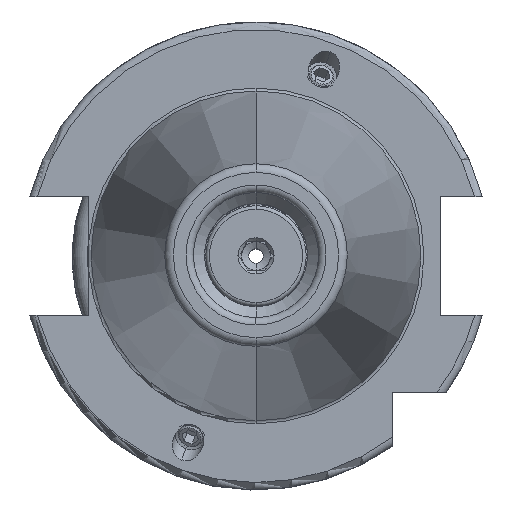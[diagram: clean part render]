
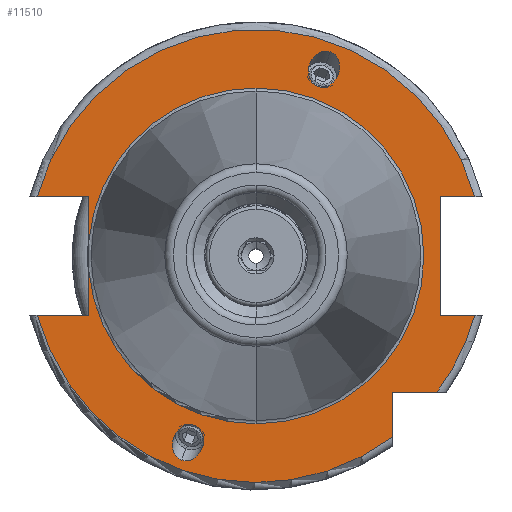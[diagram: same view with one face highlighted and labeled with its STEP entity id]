
A CAD part, top view. The second image highlights one B-rep face of the part: STEP entity #11510.
In plain terms, the highlighted planar face has unit normal (0, 0, 1).
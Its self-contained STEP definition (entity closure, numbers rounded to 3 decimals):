
#3343=CARTESIAN_POINT('',(0,0,15.9));
#3344=DIRECTION('',(0,0,-1));
#3345=DIRECTION('',(0,1,0));
#3346=AXIS2_PLACEMENT_3D('',#3343,#3344,#3345);
#3358=CARTESIAN_POINT('',(0,0,15.9));
#3359=DIRECTION('',(0,0,1));
#3360=DIRECTION('',(0,1,0));
#3361=AXIS2_PLACEMENT_3D('',#3358,#3359,#3360);
#3373=CARTESIAN_POINT('',(0,0,15.9));
#3374=DIRECTION('',(0,0,1));
#3375=DIRECTION('',(-0.996,-0.094,0));
#3376=AXIS2_PLACEMENT_3D('',#3373,#3374,#3375);
#3378=DIRECTION('',(1,0,0));
#3379=VECTOR('',#3378,7.004);
#3380=CARTESIAN_POINT('',(-29.704,-8.05,15.9));
#3381=LINE('',#3380,#3379);
#3382=DIRECTION('',(0,1,0));
#3383=VECTOR('',#3382,5.917);
#3384=CARTESIAN_POINT('',(-22.7,-8.05,15.9));
#3385=LINE('',#3384,#3383);
#3386=DIRECTION('',(0,1,0));
#3387=VECTOR('',#3386,5.917);
#3388=CARTESIAN_POINT('',(-22.7,2.133,15.9));
#3389=LINE('',#3388,#3387);
#3390=DIRECTION('',(1,0,0));
#3391=VECTOR('',#3390,7.004);
#3392=CARTESIAN_POINT('',(-29.704,8.05,15.9));
#3393=LINE('',#3392,#3391);
#3394=DIRECTION('',(-1,0,0));
#3395=VECTOR('',#3394,4.704);
#3396=CARTESIAN_POINT('',(29.704,8.05,15.9));
#3397=LINE('',#3396,#3395);
#3398=DIRECTION('',(0,-1,0));
#3399=VECTOR('',#3398,16.1);
#3400=CARTESIAN_POINT('',(25,8.05,15.9));
#3401=LINE('',#3400,#3399);
#3402=DIRECTION('',(-1,0,0));
#3403=VECTOR('',#3402,4.704);
#3404=CARTESIAN_POINT('',(29.704,-8.05,15.9));
#3405=LINE('',#3404,#3403);
#3406=CARTESIAN_POINT('',(0,0,15.9));
#3407=DIRECTION('',(0,0,1));
#3408=DIRECTION('',(0.799,-0.601,0));
#3409=AXIS2_PLACEMENT_3D('',#3406,#3407,#3408);
#3411=DIRECTION('',(-1,0,0));
#3412=VECTOR('',#3411,6.094);
#3413=CARTESIAN_POINT('',(24.594,-18.5,15.9));
#3414=LINE('',#3413,#3412);
#3415=DIRECTION('',(0,1,0));
#3416=VECTOR('',#3415,6.094);
#3417=CARTESIAN_POINT('',(18.5,-24.594,15.9));
#3418=LINE('',#3417,#3416);
#3419=CARTESIAN_POINT('',(10.09,27.723,15.9));
#3420=CARTESIAN_POINT('',(9.863,27.806,15.9));
#3421=CARTESIAN_POINT('',(9.337,27.884,15.9));
#3422=CARTESIAN_POINT('',(8.455,27.594,15.9));
#3423=CARTESIAN_POINT('',(7.834,27.033,15.9));
#3424=CARTESIAN_POINT('',(7.483,26.49,15.9));
#3425=CARTESIAN_POINT('',(7.298,26.077,15.9));
#3426=CARTESIAN_POINT('',(7.174,25.641,15.9));
#3427=CARTESIAN_POINT('',(7.094,25.,15.9));
#3428=CARTESIAN_POINT('',(7.208,24.17,15.9));
#3429=CARTESIAN_POINT('',(7.698,23.381,15.9));
#3430=CARTESIAN_POINT('',(8.152,23.103,15.9));
#3431=CARTESIAN_POINT('',(8.379,23.02,15.9));
#3433=CARTESIAN_POINT('',(8.379,23.02,15.9));
#3434=CARTESIAN_POINT('',(8.606,22.937,15.9));
#3435=CARTESIAN_POINT('',(9.133,22.859,15.9));
#3436=CARTESIAN_POINT('',(10.014,23.149,15.9));
#3437=CARTESIAN_POINT('',(10.635,23.711,15.9));
#3438=CARTESIAN_POINT('',(10.986,24.253,15.9));
#3439=CARTESIAN_POINT('',(11.171,24.667,15.9));
#3440=CARTESIAN_POINT('',(11.295,25.103,15.9));
#3441=CARTESIAN_POINT('',(11.375,25.744,15.9));
#3442=CARTESIAN_POINT('',(11.261,26.573,15.9));
#3443=CARTESIAN_POINT('',(10.771,27.362,15.9));
#3444=CARTESIAN_POINT('',(10.318,27.641,15.9));
#3445=CARTESIAN_POINT('',(10.09,27.723,15.9));
#3447=CARTESIAN_POINT('',(-10.09,-27.723,15.9));
#3448=CARTESIAN_POINT('',(-10.318,-27.641,15.9));
#3449=CARTESIAN_POINT('',(-10.771,-27.362,15.9));
#3450=CARTESIAN_POINT('',(-11.261,-26.573,15.9));
#3451=CARTESIAN_POINT('',(-11.375,-25.744,15.9));
#3452=CARTESIAN_POINT('',(-11.295,-25.103,15.9));
#3453=CARTESIAN_POINT('',(-11.171,-24.667,15.9));
#3454=CARTESIAN_POINT('',(-10.986,-24.253,15.9));
#3455=CARTESIAN_POINT('',(-10.635,-23.711,15.9));
#3456=CARTESIAN_POINT('',(-10.014,-23.149,15.9));
#3457=CARTESIAN_POINT('',(-9.133,-22.859,15.9));
#3458=CARTESIAN_POINT('',(-8.606,-22.937,15.9));
#3459=CARTESIAN_POINT('',(-8.379,-23.02,15.9));
#3461=CARTESIAN_POINT('',(-8.379,-23.02,15.9));
#3462=CARTESIAN_POINT('',(-8.152,-23.103,15.9));
#3463=CARTESIAN_POINT('',(-7.698,-23.381,15.9));
#3464=CARTESIAN_POINT('',(-7.208,-24.17,15.9));
#3465=CARTESIAN_POINT('',(-7.094,-25.,15.9));
#3466=CARTESIAN_POINT('',(-7.174,-25.641,15.9));
#3467=CARTESIAN_POINT('',(-7.298,-26.077,15.9));
#3468=CARTESIAN_POINT('',(-7.483,-26.49,15.9));
#3469=CARTESIAN_POINT('',(-7.834,-27.033,15.9));
#3470=CARTESIAN_POINT('',(-8.455,-27.594,15.9));
#3471=CARTESIAN_POINT('',(-9.337,-27.884,15.9));
#3472=CARTESIAN_POINT('',(-9.863,-27.806,15.9));
#3473=CARTESIAN_POINT('',(-10.09,-27.723,15.9));
#3498=CARTESIAN_POINT('',(0,0,15.9));
#3499=DIRECTION('',(0,0,1));
#3500=DIRECTION('',(0.965,0.262,0));
#3501=AXIS2_PLACEMENT_3D('',#3498,#3499,#3500);
#3549=CARTESIAN_POINT('',(0,0,15.9));
#3550=DIRECTION('',(0,0,1));
#3551=DIRECTION('',(-0.965,-0.262,0));
#3552=AXIS2_PLACEMENT_3D('',#3549,#3550,#3551);
#5470=CARTESIAN_POINT('',(0,22.8,15.9));
#5472=VERTEX_POINT('',#5470);
#5492=CARTESIAN_POINT('',(0,-22.8,15.9));
#5494=VERTEX_POINT('',#5492);
#5632=CARTESIAN_POINT('',(-29.704,-8.05,15.9));
#5633=CARTESIAN_POINT('',(-22.7,-8.05,15.9));
#5634=VERTEX_POINT('',#5632);
#5635=VERTEX_POINT('',#5633);
#5636=CARTESIAN_POINT('',(-22.7,-2.133,15.9));
#5637=VERTEX_POINT('',#5636);
#5638=CARTESIAN_POINT('',(-22.7,2.133,15.9));
#5639=CARTESIAN_POINT('',(-22.7,8.05,15.9));
#5640=VERTEX_POINT('',#5638);
#5641=VERTEX_POINT('',#5639);
#5642=CARTESIAN_POINT('',(-29.704,8.05,15.9));
#5643=VERTEX_POINT('',#5642);
#5644=CARTESIAN_POINT('',(25,8.05,15.9));
#5645=CARTESIAN_POINT('',(25,-8.05,15.9));
#5646=VERTEX_POINT('',#5644);
#5647=VERTEX_POINT('',#5645);
#5648=CARTESIAN_POINT('',(29.704,-8.05,15.9));
#5649=VERTEX_POINT('',#5648);
#5650=CARTESIAN_POINT('',(29.704,8.05,15.9));
#5651=VERTEX_POINT('',#5650);
#5652=CARTESIAN_POINT('',(18.5,-24.594,15.9));
#5653=CARTESIAN_POINT('',(18.5,-18.5,15.9));
#5654=VERTEX_POINT('',#5652);
#5655=VERTEX_POINT('',#5653);
#5656=CARTESIAN_POINT('',(24.594,-18.5,15.9));
#5657=VERTEX_POINT('',#5656);
#5708=VERTEX_POINT('',#3419);
#5709=VERTEX_POINT('',#3431);
#5757=CARTESIAN_POINT('',(-10.09,-27.723,15.9));
#5759=VERTEX_POINT('',#5757);
#5760=CARTESIAN_POINT('',(-8.379,-23.02,15.9));
#5761=VERTEX_POINT('',#5760);
#11468=CARTESIAN_POINT('',(0,0,15.9));
#11469=DIRECTION('',(0,0,-1));
#11470=DIRECTION('',(0,-1,0));
#11471=AXIS2_PLACEMENT_3D('',#11468,#11469,#11470);
#11472=PLANE('',#11471);
#11473=ORIENTED_EDGE('',*,*,#10763,.T.);
#11474=ORIENTED_EDGE('',*,*,#10749,.T.);
#11475=ORIENTED_EDGE('',*,*,#11463,.T.);
#11476=ORIENTED_EDGE('',*,*,#11444,.F.);
#11477=ORIENTED_EDGE('',*,*,#11458,.T.);
#11478=ORIENTED_EDGE('',*,*,#10745,.T.);
#11479=ORIENTED_EDGE('',*,*,#10729,.F.);
#11481=ORIENTED_EDGE('',*,*,#11480,.F.);
#11483=ORIENTED_EDGE('',*,*,#11482,.T.);
#11485=ORIENTED_EDGE('',*,*,#11484,.T.);
#11487=ORIENTED_EDGE('',*,*,#11486,.F.);
#11489=ORIENTED_EDGE('',*,*,#11488,.F.);
#11491=ORIENTED_EDGE('',*,*,#11490,.T.);
#11493=ORIENTED_EDGE('',*,*,#11492,.F.);
#11495=ORIENTED_EDGE('',*,*,#11494,.F.);
#11496=EDGE_LOOP('',(#11473,#11474,#11475,#11476,#11477,#11478,#11479,#11481,
#11483,#11485,#11487,#11489,#11491,#11493,#11495));
#11497=FACE_OUTER_BOUND('',#11496,.F.);
#11499=ORIENTED_EDGE('',*,*,#11498,.T.);
#11501=ORIENTED_EDGE('',*,*,#11500,.T.);
#11502=EDGE_LOOP('',(#11499,#11501));
#11503=FACE_BOUND('',#11502,.F.);
#11505=ORIENTED_EDGE('',*,*,#11504,.F.);
#11507=ORIENTED_EDGE('',*,*,#11506,.F.);
#11508=EDGE_LOOP('',(#11505,#11507));
#11509=FACE_BOUND('',#11508,.F.);
#11510=ADVANCED_FACE('',(#11497,#11503,#11509),#11472,.F.);
#3347=CIRCLE('',#3346,22.8);
#3362=CIRCLE('',#3361,22.8);
#3377=CIRCLE('',#3376,22.8);
#3410=CIRCLE('',#3409,30.775);
#3432=B_SPLINE_CURVE_WITH_KNOTS('',3,(#3419,#3420,#3421,#3422,#3423,#3424,#3425,
#3426,#3427,#3428,#3429,#3430,#3431),.UNSPECIFIED.,.F.,.F.,(4,1,1,1,1,1,1,1,1,1,
4),(0,0.125,0.25,0.375,0.438,0.5,0.563,0.625,0.75,0.875,
1.0),.UNSPECIFIED.);
#3446=B_SPLINE_CURVE_WITH_KNOTS('',3,(#3433,#3434,#3435,#3436,#3437,#3438,#3439,
#3440,#3441,#3442,#3443,#3444,#3445),.UNSPECIFIED.,.F.,.F.,(4,1,1,1,1,1,1,1,1,1,
4),(0,0.125,0.25,0.375,0.438,0.5,0.563,0.625,0.75,0.875,
1.0),.UNSPECIFIED.);
#3460=B_SPLINE_CURVE_WITH_KNOTS('',3,(#3447,#3448,#3449,#3450,#3451,#3452,#3453,
#3454,#3455,#3456,#3457,#3458,#3459),.UNSPECIFIED.,.F.,.F.,(4,1,1,1,1,1,1,1,1,1,
4),(0,0.125,0.25,0.375,0.438,0.5,0.563,0.625,0.75,0.875,
1.0),.UNSPECIFIED.);
#3474=B_SPLINE_CURVE_WITH_KNOTS('',3,(#3461,#3462,#3463,#3464,#3465,#3466,#3467,
#3468,#3469,#3470,#3471,#3472,#3473),.UNSPECIFIED.,.F.,.F.,(4,1,1,1,1,1,1,1,1,1,
4),(0,0.125,0.25,0.375,0.438,0.5,0.563,0.625,0.75,0.875,
1.0),.UNSPECIFIED.);
#3502=CIRCLE('',#3501,30.775);
#3553=CIRCLE('',#3552,30.775);
#10729=EDGE_CURVE('',#5643,#5641,#3393,.T.);
#10745=EDGE_CURVE('',#5640,#5641,#3389,.T.);
#10749=EDGE_CURVE('',#5635,#5637,#3385,.T.);
#10763=EDGE_CURVE('',#5634,#5635,#3381,.T.);
#11444=EDGE_CURVE('',#5472,#5494,#3347,.T.);
#11458=EDGE_CURVE('',#5472,#5640,#3362,.T.);
#11463=EDGE_CURVE('',#5637,#5494,#3377,.T.);
#11480=EDGE_CURVE('',#5651,#5643,#3502,.T.);
#11482=EDGE_CURVE('',#5651,#5646,#3397,.T.);
#11484=EDGE_CURVE('',#5646,#5647,#3401,.T.);
#11486=EDGE_CURVE('',#5649,#5647,#3405,.T.);
#11488=EDGE_CURVE('',#5657,#5649,#3410,.T.);
#11490=EDGE_CURVE('',#5657,#5655,#3414,.T.);
#11492=EDGE_CURVE('',#5654,#5655,#3418,.T.);
#11494=EDGE_CURVE('',#5634,#5654,#3553,.T.);
#11498=EDGE_CURVE('',#5708,#5709,#3432,.T.);
#11500=EDGE_CURVE('',#5709,#5708,#3446,.T.);
#11504=EDGE_CURVE('',#5759,#5761,#3460,.T.);
#11506=EDGE_CURVE('',#5761,#5759,#3474,.T.);
